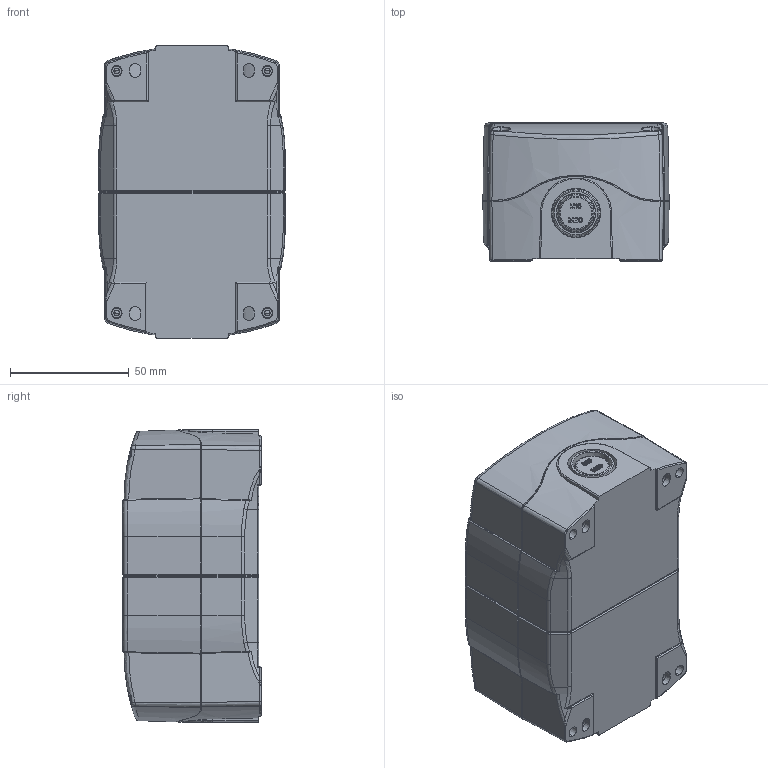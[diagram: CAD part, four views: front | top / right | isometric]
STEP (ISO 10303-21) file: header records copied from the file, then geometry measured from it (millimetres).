
FILE_DESCRIPTION((''),'2;1');
FILE_NAME('800F-2PM_SIMPLIFIED_ASM','2013-06-27T',('jqtang'),('Rockwell Automation'),'PRO/ENGINEER BY PARAMETRIC TECHNOLOGY CORPORATION, 2010140','PRO/ENGINEER BY PARAMETRIC TECHNOLOGY CORPORATION, 2010140','');
FILE_SCHEMA(('CONFIG_CONTROL_DESIGN'));
Length unit declared in the file: millimetre
Products named in the file (4): 40359-121-02_SIMPLIFIED; 40359-40359-126_SIMPLIFIED; 40359-202_SIMPLIFIED; 800F-2PM_SIMPLIFIED_ASM
Assembly tree (6 placements, depth 2):
  800F-2PM_SIMPLIFIED_ASM
    40359-121-02_SIMPLIFIED
    40359-40359-126_SIMPLIFIED
    40359-202_SIMPLIFIED  x4
Bounding box: 78.53 x 58.2 x 123.2 mm (x, y, z)
Volume: 135025.9 mm3; surface area: 82118.1 mm2
Topology: 6 solids, 6 shells, 1121 faces, 3002 edges, 1932 vertices
Faces by surface type: plane 657, cylinder 163, cone 129, bspline 126, torus 34, extrusion 8, sphere 4
Entity records: 37281 total; most frequent: CARTESIAN_POINT 13896, ORIENTED_EDGE 5244, DIRECTION 4233, EDGE_CURVE 2622, VERTEX_POINT 1683, VECTOR 1621, LINE 1613, AXIS2_PLACEMENT_3D 1306
